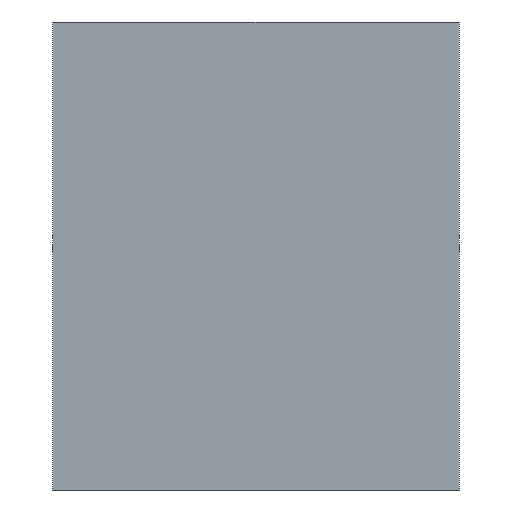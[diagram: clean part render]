
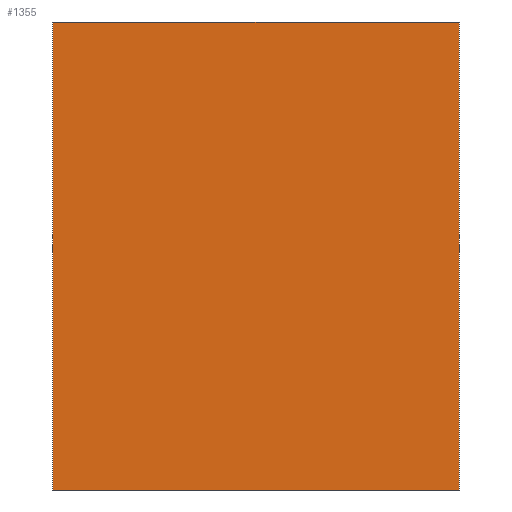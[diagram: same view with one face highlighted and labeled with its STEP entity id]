
A CAD part, front view. The second image highlights one B-rep face of the part: STEP entity #1355.
In plain terms, the highlighted planar face has unit normal (0, -1, 0).
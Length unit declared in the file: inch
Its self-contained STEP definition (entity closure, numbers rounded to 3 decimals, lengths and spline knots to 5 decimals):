
#10 = AXIS2_PLACEMENT_3D ( 'NONE', #1139, #592, #598 ) ;
#84 = VERTEX_POINT ( 'NONE', #464 ) ;
#122 = LINE ( 'NONE', #643, #1524 ) ;
#304 = VERTEX_POINT ( 'NONE', #649 ) ;
#378 = LINE ( 'NONE', #858, #1466 ) ;
#385 = VECTOR ( 'NONE', #1218, 39.37008 ) ;
#410 = ORIENTED_EDGE ( 'NONE', *, *, #1652, .F. ) ;
#443 = EDGE_CURVE ( 'NONE', #84, #304, #730, .T. ) ;
#464 = CARTESIAN_POINT ( 'NONE',  ( -0.4765, -0.778, -0.5485 ) ) ;
#470 = ORIENTED_EDGE ( 'NONE', *, *, #443, .T. ) ;
#592 = DIRECTION ( 'NONE',  ( 0., 1., 0. ) ) ;
#598 = DIRECTION ( 'NONE',  ( 0., 0., 1. ) ) ;
#630 = EDGE_CURVE ( 'NONE', #1372, #304, #1101, .T. ) ;
#643 = CARTESIAN_POINT ( 'NONE',  ( -0.4765, -0.778, 0.5485 ) ) ;
#649 = CARTESIAN_POINT ( 'NONE',  ( 0.4765, -0.778, -0.5485 ) ) ;
#730 = LINE ( 'NONE', #1770, #385 ) ;
#757 = DIRECTION ( 'NONE',  ( 1., 0., 0. ) ) ;
#823 = ORIENTED_EDGE ( 'NONE', *, *, #630, .F. ) ;
#839 = CARTESIAN_POINT ( 'NONE',  ( 0.4765, -0.778, 0.5485 ) ) ;
#848 = CARTESIAN_POINT ( 'NONE',  ( 0.4765, -0.778, 0.5485 ) ) ;
#858 = CARTESIAN_POINT ( 'NONE',  ( -0.4765, -0.778, 0.5485 ) ) ;
#905 = CARTESIAN_POINT ( 'NONE',  ( -0.4765, -0.778, 0.5485 ) ) ;
#972 = DIRECTION ( 'NONE',  ( 0., 0., -1. ) ) ;
#1072 = FACE_OUTER_BOUND ( 'NONE', #1087, .T. ) ;
#1087 = EDGE_LOOP ( 'NONE', ( #470, #823, #410, #1763 ) ) ;
#1101 = LINE ( 'NONE', #839, #1658 ) ;
#1139 = CARTESIAN_POINT ( 'NONE',  ( -0.4765, -0.778, 0.5485 ) ) ;
#1218 = DIRECTION ( 'NONE',  ( 1., 0., 0. ) ) ;
#1297 = EDGE_CURVE ( 'NONE', #1451, #84, #378, .T. ) ;
#1355 = ADVANCED_FACE ( 'NONE', ( #1072 ), #1531, .F. ) ;
#1372 = VERTEX_POINT ( 'NONE', #848 ) ;
#1451 = VERTEX_POINT ( 'NONE', #905 ) ;
#1466 = VECTOR ( 'NONE', #1725, 39.37008 ) ;
#1524 = VECTOR ( 'NONE', #757, 39.37008 ) ;
#1531 = PLANE ( 'NONE',  #10 ) ;
#1652 = EDGE_CURVE ( 'NONE', #1451, #1372, #122, .T. ) ;
#1658 = VECTOR ( 'NONE', #972, 39.37008 ) ;
#1725 = DIRECTION ( 'NONE',  ( 0., 0., -1. ) ) ;
#1763 = ORIENTED_EDGE ( 'NONE', *, *, #1297, .T. ) ;
#1770 = CARTESIAN_POINT ( 'NONE',  ( -0.4765, -0.778, -0.5485 ) ) ;
